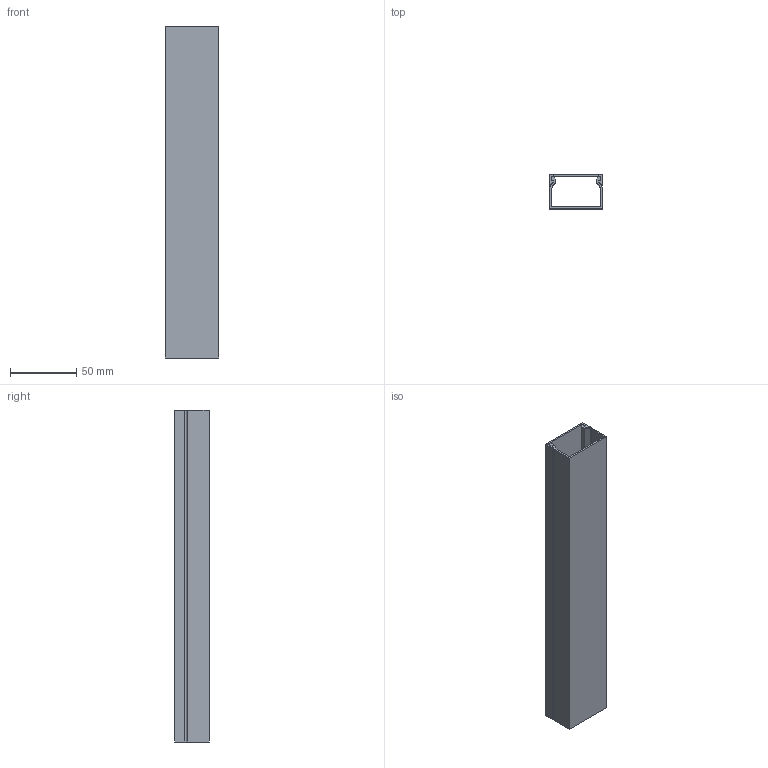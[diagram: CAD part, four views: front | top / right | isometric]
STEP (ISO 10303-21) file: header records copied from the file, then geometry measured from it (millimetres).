
FILE_DESCRIPTION (( 'STEP AP214' ), '1' );
FILE_NAME ('6026451.stp', '2016-10-04T08:17:21', ( '' ), ( '' ), 'SwSTEP 2.0', 'SolidWorks 2016', '' );
FILE_SCHEMA (( 'AUTOMOTIVE_DESIGN' ));
Length unit declared in the file: millimetre
Products named in the file (3): 6026451; Oberteil_2410_40; Unterteil_25040
Assembly tree (2 placements, depth 2):
  6026451
    Oberteil_2410_40
    Unterteil_25040
Bounding box: 40 x 25.7 x 250 mm (x, y, z)
Volume: 50198 mm3; surface area: 73727.2 mm2
Topology: 2 solids, 2 shells, 43 faces, 117 edges, 78 vertices
Faces by surface type: plane 37, cylinder 6
Entity records: 1926 total; most frequent: CARTESIAN_POINT 243, ORIENTED_EDGE 234, DIRECTION 225, EDGE_CURVE 117, VECTOR 105, LINE 105, VERTEX_POINT 78, AXIS2_PLACEMENT_3D 60
